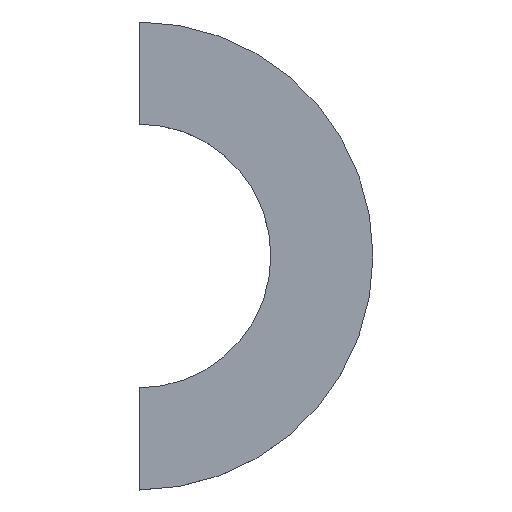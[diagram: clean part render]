
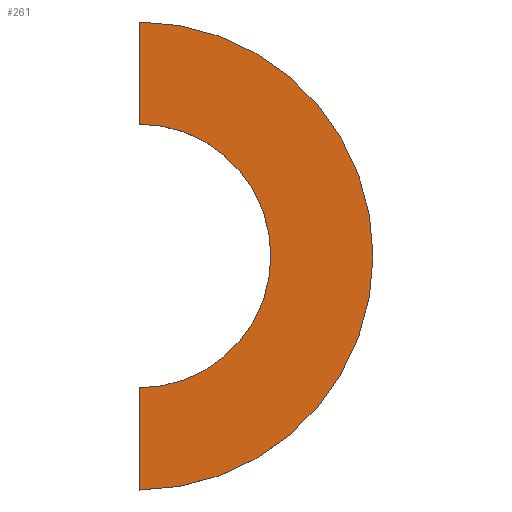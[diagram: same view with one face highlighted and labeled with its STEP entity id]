
A CAD part, top view. The second image highlights one B-rep face of the part: STEP entity #261.
In plain terms, the highlighted planar face has unit normal (0, 0, 1).
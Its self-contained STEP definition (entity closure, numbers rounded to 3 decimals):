
#33 = CYLINDRICAL_SURFACE('',#34,11.);
#34 = AXIS2_PLACEMENT_3D('',#35,#36,#37);
#35 = CARTESIAN_POINT('',(0.,0.,0.));
#36 = DIRECTION('',(-0.,-0.,-1.));
#37 = DIRECTION('',(1.,0.,0.));
#58 = VERTEX_POINT('',#59);
#59 = CARTESIAN_POINT('',(0.,-11.,1.));
#72 = PLANE('',#73);
#73 = AXIS2_PLACEMENT_3D('',#74,#75,#76);
#74 = CARTESIAN_POINT('',(0.,220.,0.));
#75 = DIRECTION('',(1.,0.,0.));
#76 = DIRECTION('',(0.,-1.,0.));
#83 = EDGE_CURVE('',#84,#58,#86,.T.);
#84 = VERTEX_POINT('',#85);
#85 = CARTESIAN_POINT('',(0.,11.,1.));
#86 = SURFACE_CURVE('',#87,(#92,#99),.PCURVE_S1.);
#87 = CIRCLE('',#88,11.);
#88 = AXIS2_PLACEMENT_3D('',#89,#90,#91);
#89 = CARTESIAN_POINT('',(0.,0.,1.));
#90 = DIRECTION('',(0.,0.,-1.));
#91 = DIRECTION('',(0.,1.,0.));
#92 = PCURVE('',#33,#93);
#93 = DEFINITIONAL_REPRESENTATION('',(#94),#98);
#94 = LINE('',#95,#96);
#95 = CARTESIAN_POINT('',(-7.854,-1.));
#96 = VECTOR('',#97,1.);
#97 = DIRECTION('',(1.,-0.));
#98 = ( GEOMETRIC_REPRESENTATION_CONTEXT(2) 
PARAMETRIC_REPRESENTATION_CONTEXT() REPRESENTATION_CONTEXT('2D SPACE',''
  ) );
#99 = PCURVE('',#100,#105);
#100 = PLANE('',#101);
#101 = AXIS2_PLACEMENT_3D('',#102,#103,#104);
#102 = CARTESIAN_POINT('',(0.,0.,1.));
#103 = DIRECTION('',(0.,0.,1.));
#104 = DIRECTION('',(1.,0.,-0.));
#105 = DEFINITIONAL_REPRESENTATION('',(#106),#114);
#106 = ( BOUNDED_CURVE() B_SPLINE_CURVE(2,(#107,#108,#109,#110,#111,#112
,#113),.UNSPECIFIED.,.T.,.F.) B_SPLINE_CURVE_WITH_KNOTS((1,2,2,2,2,1),(
    -2.094,0.,2.094,4.189,6.283,
8.378),.UNSPECIFIED.) CURVE() GEOMETRIC_REPRESENTATION_ITEM() 
RATIONAL_B_SPLINE_CURVE((1.,0.5,1.,0.5,1.,0.5,1.)) REPRESENTATION_ITEM(
  '') );
#107 = CARTESIAN_POINT('',(0.,11.));
#108 = CARTESIAN_POINT('',(19.053,11.));
#109 = CARTESIAN_POINT('',(9.526,-5.5));
#110 = CARTESIAN_POINT('',(0.,-22.));
#111 = CARTESIAN_POINT('',(-9.526,-5.5));
#112 = CARTESIAN_POINT('',(-19.053,11.));
#113 = CARTESIAN_POINT('',(0.,11.));
#114 = ( GEOMETRIC_REPRESENTATION_CONTEXT(2) 
PARAMETRIC_REPRESENTATION_CONTEXT() REPRESENTATION_CONTEXT('2D SPACE',''
  ) );
#129 = PLANE('',#130);
#130 = AXIS2_PLACEMENT_3D('',#131,#132,#133);
#131 = CARTESIAN_POINT('',(0.,220.,0.));
#132 = DIRECTION('',(1.,0.,0.));
#133 = DIRECTION('',(0.,-1.,0.));
#184 = CYLINDRICAL_SURFACE('',#185,6.2);
#185 = AXIS2_PLACEMENT_3D('',#186,#187,#188);
#186 = CARTESIAN_POINT('',(0.,0.,0.));
#187 = DIRECTION('',(-0.,-0.,-1.));
#188 = DIRECTION('',(1.,0.,0.));
#222 = EDGE_CURVE('',#223,#84,#225,.T.);
#223 = VERTEX_POINT('',#224);
#224 = CARTESIAN_POINT('',(0.,6.2,1.));
#225 = SURFACE_CURVE('',#226,(#230,#236),.PCURVE_S1.);
#226 = LINE('',#227,#228);
#227 = CARTESIAN_POINT('',(0.,110.,1.));
#228 = VECTOR('',#229,1.);
#229 = DIRECTION('',(0.,1.,-0.));
#230 = PCURVE('',#129,#231);
#231 = DEFINITIONAL_REPRESENTATION('',(#232),#235);
#232 = B_SPLINE_CURVE_WITH_KNOTS('',1,(#233,#234),.UNSPECIFIED.,.F.,.F.,
  (2,2),(-121.,-99.),.PIECEWISE_BEZIER_KNOTS.);
#233 = CARTESIAN_POINT('',(231.,-1.));
#234 = CARTESIAN_POINT('',(209.,-1.));
#235 = ( GEOMETRIC_REPRESENTATION_CONTEXT(2) 
PARAMETRIC_REPRESENTATION_CONTEXT() REPRESENTATION_CONTEXT('2D SPACE',''
  ) );
#236 = PCURVE('',#100,#237);
#237 = DEFINITIONAL_REPRESENTATION('',(#238),#241);
#238 = B_SPLINE_CURVE_WITH_KNOTS('',1,(#239,#240),.UNSPECIFIED.,.F.,.F.,
  (2,2),(-121.,-99.),.PIECEWISE_BEZIER_KNOTS.);
#239 = CARTESIAN_POINT('',(0.,-11.));
#240 = CARTESIAN_POINT('',(0.,11.));
#241 = ( GEOMETRIC_REPRESENTATION_CONTEXT(2) 
PARAMETRIC_REPRESENTATION_CONTEXT() REPRESENTATION_CONTEXT('2D SPACE',''
  ) );
#261 = ADVANCED_FACE('',(#262),#100,.T.);
#262 = FACE_BOUND('',#263,.T.);
#263 = EDGE_LOOP('',(#264,#285,#286,#287));
#264 = ORIENTED_EDGE('',*,*,#265,.F.);
#265 = EDGE_CURVE('',#58,#266,#268,.T.);
#266 = VERTEX_POINT('',#267);
#267 = CARTESIAN_POINT('',(0.,-6.2,1.));
#268 = SURFACE_CURVE('',#269,(#273,#279),.PCURVE_S1.);
#269 = LINE('',#270,#271);
#270 = CARTESIAN_POINT('',(0.,110.,1.));
#271 = VECTOR('',#272,1.);
#272 = DIRECTION('',(0.,1.,-0.));
#273 = PCURVE('',#100,#274);
#274 = DEFINITIONAL_REPRESENTATION('',(#275),#278);
#275 = B_SPLINE_CURVE_WITH_KNOTS('',1,(#276,#277),.UNSPECIFIED.,.F.,.F.,
  (2,2),(-121.,-99.),.PIECEWISE_BEZIER_KNOTS.);
#276 = CARTESIAN_POINT('',(0.,-11.));
#277 = CARTESIAN_POINT('',(0.,11.));
#278 = ( GEOMETRIC_REPRESENTATION_CONTEXT(2) 
PARAMETRIC_REPRESENTATION_CONTEXT() REPRESENTATION_CONTEXT('2D SPACE',''
  ) );
#279 = PCURVE('',#72,#280);
#280 = DEFINITIONAL_REPRESENTATION('',(#281),#284);
#281 = B_SPLINE_CURVE_WITH_KNOTS('',1,(#282,#283),.UNSPECIFIED.,.F.,.F.,
  (2,2),(-121.,-99.),.PIECEWISE_BEZIER_KNOTS.);
#282 = CARTESIAN_POINT('',(231.,-1.));
#283 = CARTESIAN_POINT('',(209.,-1.));
#284 = ( GEOMETRIC_REPRESENTATION_CONTEXT(2) 
PARAMETRIC_REPRESENTATION_CONTEXT() REPRESENTATION_CONTEXT('2D SPACE',''
  ) );
#285 = ORIENTED_EDGE('',*,*,#83,.F.);
#286 = ORIENTED_EDGE('',*,*,#222,.F.);
#287 = ORIENTED_EDGE('',*,*,#288,.T.);
#288 = EDGE_CURVE('',#223,#266,#289,.T.);
#289 = SURFACE_CURVE('',#290,(#295,#306),.PCURVE_S1.);
#290 = CIRCLE('',#291,6.2);
#291 = AXIS2_PLACEMENT_3D('',#292,#293,#294);
#292 = CARTESIAN_POINT('',(0.,0.,1.));
#293 = DIRECTION('',(0.,0.,-1.));
#294 = DIRECTION('',(0.,1.,0.));
#295 = PCURVE('',#100,#296);
#296 = DEFINITIONAL_REPRESENTATION('',(#297),#305);
#297 = ( BOUNDED_CURVE() B_SPLINE_CURVE(2,(#298,#299,#300,#301,#302,#303
,#304),.UNSPECIFIED.,.T.,.F.) B_SPLINE_CURVE_WITH_KNOTS((1,2,2,2,2,1),(
    -2.094,0.,2.094,4.189,6.283,
8.378),.UNSPECIFIED.) CURVE() GEOMETRIC_REPRESENTATION_ITEM() 
RATIONAL_B_SPLINE_CURVE((1.,0.5,1.,0.5,1.,0.5,1.)) REPRESENTATION_ITEM(
  '') );
#298 = CARTESIAN_POINT('',(0.,6.2));
#299 = CARTESIAN_POINT('',(10.739,6.2));
#300 = CARTESIAN_POINT('',(5.369,-3.1));
#301 = CARTESIAN_POINT('',(0.,-12.4));
#302 = CARTESIAN_POINT('',(-5.369,-3.1));
#303 = CARTESIAN_POINT('',(-10.739,6.2));
#304 = CARTESIAN_POINT('',(0.,6.2));
#305 = ( GEOMETRIC_REPRESENTATION_CONTEXT(2) 
PARAMETRIC_REPRESENTATION_CONTEXT() REPRESENTATION_CONTEXT('2D SPACE',''
  ) );
#306 = PCURVE('',#184,#307);
#307 = DEFINITIONAL_REPRESENTATION('',(#308),#312);
#308 = LINE('',#309,#310);
#309 = CARTESIAN_POINT('',(-7.854,-1.));
#310 = VECTOR('',#311,1.);
#311 = DIRECTION('',(1.,-0.));
#312 = ( GEOMETRIC_REPRESENTATION_CONTEXT(2) 
PARAMETRIC_REPRESENTATION_CONTEXT() REPRESENTATION_CONTEXT('2D SPACE',''
  ) );
